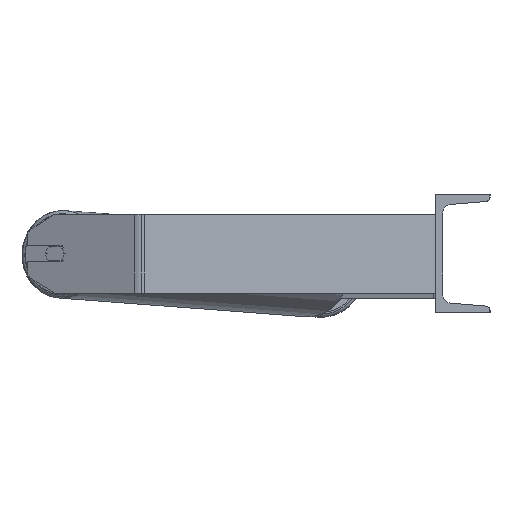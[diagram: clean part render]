
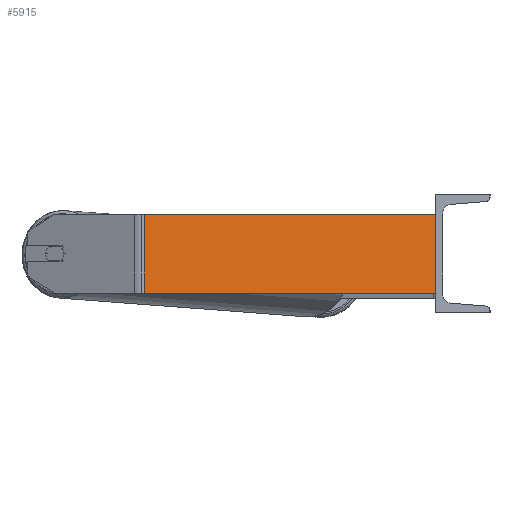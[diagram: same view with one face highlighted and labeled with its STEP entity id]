
A CAD part, left-side view. The second image highlights one B-rep face of the part: STEP entity #5915.
In plain terms, the highlighted planar face has unit normal (-0.985, -0.174, 0).
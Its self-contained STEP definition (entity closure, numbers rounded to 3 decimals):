
#20 = PLANE ( 'NONE',  #5690 ) ;
#30 = DIRECTION ( 'NONE',  ( 0.174, -0.985, 0. ) ) ;
#110 = CARTESIAN_POINT ( 'NONE',  ( -937.114, 295.553, 40. ) ) ;
#145 = CARTESIAN_POINT ( 'NONE',  ( -885., 0., 40. ) ) ;
#431 = ORIENTED_EDGE ( 'NONE', *, *, #8335, .T. ) ;
#451 = CARTESIAN_POINT ( 'NONE',  ( -937.114, 295.553, -40. ) ) ;
#594 = EDGE_CURVE ( 'NONE', #6033, #1938, #8959, .T. ) ;
#730 = DIRECTION ( 'NONE',  ( -0.174, 0.985, 0. ) ) ;
#1233 = ORIENTED_EDGE ( 'NONE', *, *, #7013, .F. ) ;
#1356 = CARTESIAN_POINT ( 'NONE',  ( -885., 0., -40. ) ) ;
#1898 = ORIENTED_EDGE ( 'NONE', *, *, #594, .T. ) ;
#1938 = VERTEX_POINT ( 'NONE', #451 ) ;
#2623 = CARTESIAN_POINT ( 'NONE',  ( -937.114, 295.553, 40. ) ) ;
#2635 = DIRECTION ( 'NONE',  ( 0.174, -0.985, 0. ) ) ;
#2998 = VECTOR ( 'NONE', #2635, 1000. ) ;
#3179 = DIRECTION ( 'NONE',  ( 0., 0., -1. ) ) ;
#3562 = CARTESIAN_POINT ( 'NONE',  ( -937.99, 300.522, 40. ) ) ;
#3771 = LINE ( 'NONE', #7319, #5540 ) ;
#3785 = VECTOR ( 'NONE', #30, 1000. ) ;
#4813 = EDGE_LOOP ( 'NONE', ( #431, #8019, #1233, #1898 ) ) ;
#5246 = EDGE_CURVE ( 'NONE', #8670, #6569, #3771, .T. ) ;
#5309 = CARTESIAN_POINT ( 'NONE',  ( -937.99, 300.522, -40. ) ) ;
#5497 = CARTESIAN_POINT ( 'NONE',  ( -937.99, 300.522, 40. ) ) ;
#5540 = VECTOR ( 'NONE', #3179, 1000. ) ;
#5690 = AXIS2_PLACEMENT_3D ( 'NONE', #3562, #6400, #730 ) ;
#5915 = ADVANCED_FACE ( 'NONE', ( #9102 ), #20, .F. ) ;
#6033 = VERTEX_POINT ( 'NONE', #110 ) ;
#6252 = LINE ( 'NONE', #5497, #3785 ) ;
#6400 = DIRECTION ( 'NONE',  ( 0.985, 0.174, 0. ) ) ;
#6569 = VERTEX_POINT ( 'NONE', #1356 ) ;
#7013 = EDGE_CURVE ( 'NONE', #6033, #8670, #6252, .T. ) ;
#7319 = CARTESIAN_POINT ( 'NONE',  ( -885., 0., 40. ) ) ;
#7448 = VECTOR ( 'NONE', #8272, 1000. ) ;
#8019 = ORIENTED_EDGE ( 'NONE', *, *, #5246, .F. ) ;
#8239 = LINE ( 'NONE', #5309, #2998 ) ;
#8272 = DIRECTION ( 'NONE',  ( 0., 0., -1. ) ) ;
#8335 = EDGE_CURVE ( 'NONE', #1938, #6569, #8239, .T. ) ;
#8670 = VERTEX_POINT ( 'NONE', #145 ) ;
#8959 = LINE ( 'NONE', #2623, #7448 ) ;
#9102 = FACE_OUTER_BOUND ( 'NONE', #4813, .T. ) ;
